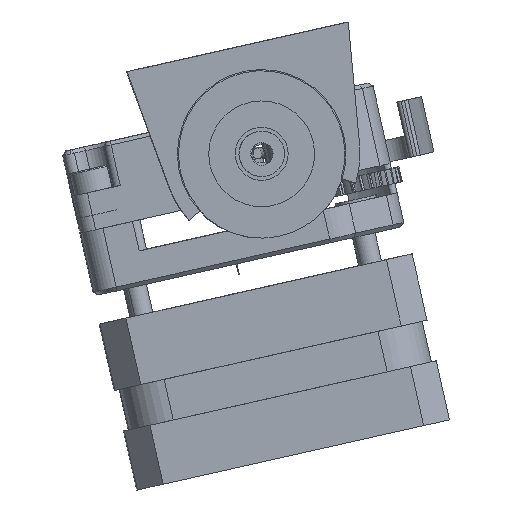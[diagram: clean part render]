
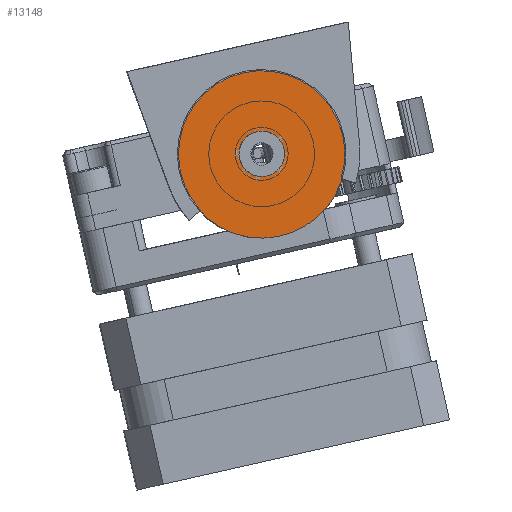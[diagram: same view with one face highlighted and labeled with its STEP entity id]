
A CAD part, front view. The second image highlights one B-rep face of the part: STEP entity #13148.
In plain terms, the highlighted planar face has unit normal (0.003, -1, 0).
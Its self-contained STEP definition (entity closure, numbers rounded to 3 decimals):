
#68 = CARTESIAN_POINT ( 'NONE',  ( -62.27, 8.546, -3.127 ) ) ;
#299 = CARTESIAN_POINT ( 'NONE',  ( -71.636, 8.519, -9.88 ) ) ;
#388 = EDGE_CURVE ( 'NONE', #12601, #29673, #40321, .T. ) ;
#1669 = VERTEX_POINT ( 'NONE', #27129 ) ;
#1920 = EDGE_CURVE ( 'NONE', #27692, #1669, #36734, .T. ) ;
#3013 = CARTESIAN_POINT ( 'NONE',  ( -83.126, 8.487, -11.022 ) ) ;
#3196 = ORIENTED_EDGE ( 'NONE', *, *, #388, .F. ) ;
#3664 = AXIS2_PLACEMENT_3D ( 'NONE', #12815, #12536, #9917 ) ;
#6683 = EDGE_CURVE ( 'NONE', #29673, #12601, #23392, .T. ) ;
#6707 = FACE_OUTER_BOUND ( 'NONE', #19671, .T. ) ;
#9017 = DIRECTION ( 'NONE',  ( -0.003, 1., 0. ) ) ;
#9275 = EDGE_LOOP ( 'NONE', ( #26816, #35612 ) ) ;
#9917 = DIRECTION ( 'NONE',  ( -0.935, -0.003, -0.354 ) ) ;
#10751 = DIRECTION ( 'NONE',  ( 0.003, -1., 0. ) ) ;
#11962 = DIRECTION ( 'NONE',  ( -0.003, 1., 0. ) ) ;
#11979 = ORIENTED_EDGE ( 'NONE', *, *, #6683, .F. ) ;
#12057 = PLANE ( 'NONE',  #29856 ) ;
#12536 = DIRECTION ( 'NONE',  ( -0.003, 1., 0. ) ) ;
#12601 = VERTEX_POINT ( 'NONE', #3013 ) ;
#12815 = CARTESIAN_POINT ( 'NONE',  ( -72.698, 8.516, -7.075 ) ) ;
#13148 = ADVANCED_FACE ( 'NONE', ( #6707, #29918 ), #12057, .F. ) ;
#13194 = DIRECTION ( 'NONE',  ( 0.354, 0.001, -0.935 ) ) ;
#13941 = DIRECTION ( 'NONE',  ( 0.354, 0.001, -0.935 ) ) ;
#15138 = CARTESIAN_POINT ( 'NONE',  ( -72.698, 8.516, -7.075 ) ) ;
#17415 = AXIS2_PLACEMENT_3D ( 'NONE', #37879, #25849, #13194 ) ;
#19671 = EDGE_LOOP ( 'NONE', ( #3196, #11979 ) ) ;
#21733 = DIRECTION ( 'NONE',  ( -0.935, -0.003, -0.354 ) ) ;
#23321 = AXIS2_PLACEMENT_3D ( 'NONE', #15138, #11962, #34053 ) ;
#23392 = CIRCLE ( 'NONE', #23321, 11.15 ) ;
#24551 = CIRCLE ( 'NONE', #17415, 3. ) ;
#25849 = DIRECTION ( 'NONE',  ( 0.003, -1., 0. ) ) ;
#26816 = ORIENTED_EDGE ( 'NONE', *, *, #1920, .F. ) ;
#27129 = CARTESIAN_POINT ( 'NONE',  ( -73.76, 8.513, -4.269 ) ) ;
#27692 = VERTEX_POINT ( 'NONE', #299 ) ;
#29673 = VERTEX_POINT ( 'NONE', #68 ) ;
#29856 = AXIS2_PLACEMENT_3D ( 'NONE', #34020, #9017, #21733 ) ;
#29918 = FACE_BOUND ( 'NONE', #9275, .T. ) ;
#30053 = CARTESIAN_POINT ( 'NONE',  ( -72.698, 8.516, -7.075 ) ) ;
#30721 = AXIS2_PLACEMENT_3D ( 'NONE', #30053, #10751, #13941 ) ;
#34020 = CARTESIAN_POINT ( 'NONE',  ( -72.698, 8.516, -7.075 ) ) ;
#34053 = DIRECTION ( 'NONE',  ( -0.935, -0.003, -0.354 ) ) ;
#35612 = ORIENTED_EDGE ( 'NONE', *, *, #38249, .F. ) ;
#36734 = CIRCLE ( 'NONE', #30721, 3. ) ;
#37879 = CARTESIAN_POINT ( 'NONE',  ( -72.698, 8.516, -7.075 ) ) ;
#38249 = EDGE_CURVE ( 'NONE', #1669, #27692, #24551, .T. ) ;
#40321 = CIRCLE ( 'NONE', #3664, 11.15 ) ;
